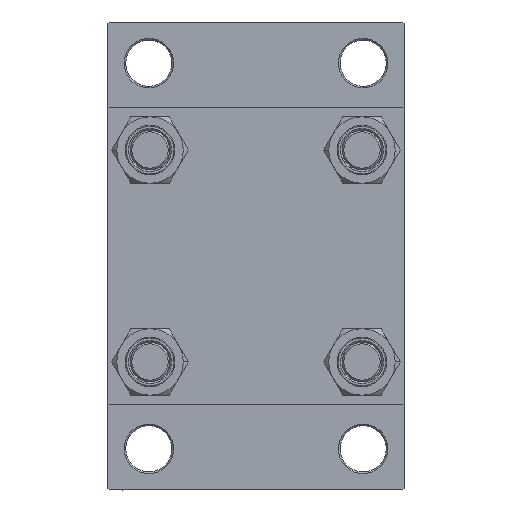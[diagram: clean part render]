
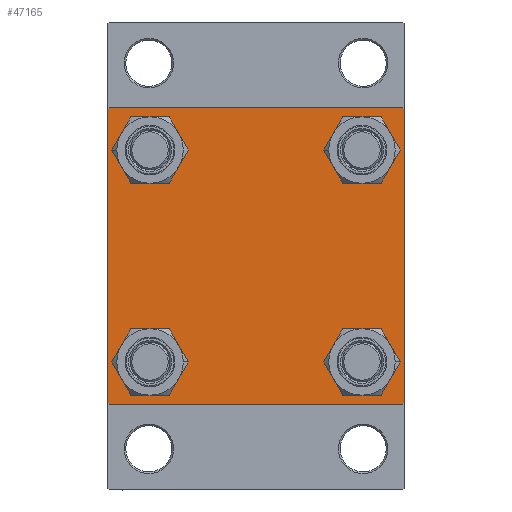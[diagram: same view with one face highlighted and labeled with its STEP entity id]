
A CAD part, left-side view. The second image highlights one B-rep face of the part: STEP entity #47165.
In plain terms, the highlighted planar face has unit normal (-1, 0, 0).
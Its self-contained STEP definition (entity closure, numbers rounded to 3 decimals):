
#521 = CARTESIAN_POINT ( 'NONE',  ( 0., 45., -44.5 ) ) ;
#1079 = VERTEX_POINT ( 'NONE', #13294 ) ;
#1268 = EDGE_CURVE ( 'NONE', #4257, #14189, #41131, .T. ) ;
#1400 = AXIS2_PLACEMENT_3D ( 'NONE', #13565, #10209, #28211 ) ;
#1479 = ORIENTED_EDGE ( 'NONE', *, *, #18968, .T. ) ;
#3023 = FACE_BOUND ( 'NONE', #26393, .T. ) ;
#3259 = EDGE_CURVE ( 'NONE', #14189, #4257, #5952, .T. ) ;
#3907 = ORIENTED_EDGE ( 'NONE', *, *, #43971, .T. ) ;
#4257 = VERTEX_POINT ( 'NONE', #31953 ) ;
#4696 = AXIS2_PLACEMENT_3D ( 'NONE', #35144, #16919, #28440 ) ;
#4751 = LINE ( 'NONE', #34459, #33228 ) ;
#4770 = VECTOR ( 'NONE', #44843, 1000. ) ;
#5028 = CARTESIAN_POINT ( 'NONE',  ( 0., 45., 45. ) ) ;
#5046 = DIRECTION ( 'NONE',  ( 0., 0., 1. ) ) ;
#5306 = ORIENTED_EDGE ( 'NONE', *, *, #17707, .T. ) ;
#5588 = ORIENTED_EDGE ( 'NONE', *, *, #24545, .T. ) ;
#5734 = CIRCLE ( 'NONE', #21829, 6.5 ) ;
#5952 = CIRCLE ( 'NONE', #21298, 6.5 ) ;
#6678 = ORIENTED_EDGE ( 'NONE', *, *, #29626, .T. ) ;
#8543 = CARTESIAN_POINT ( 'NONE',  ( 0., -44.5, 45. ) ) ;
#8633 = DIRECTION ( 'NONE',  ( 1., 0., 0. ) ) ;
#8804 = FACE_BOUND ( 'NONE', #40478, .T. ) ;
#9081 = LINE ( 'NONE', #5028, #25645 ) ;
#9403 = DIRECTION ( 'NONE',  ( 0., 0., 1. ) ) ;
#10209 = DIRECTION ( 'NONE',  ( -1., 0., 0. ) ) ;
#10232 = DIRECTION ( 'NONE',  ( 1., 0., 0. ) ) ;
#11296 = VERTEX_POINT ( 'NONE', #19815 ) ;
#11606 = VECTOR ( 'NONE', #28248, 1000. ) ;
#11994 = EDGE_LOOP ( 'NONE', ( #3907, #5306 ) ) ;
#13294 = CARTESIAN_POINT ( 'NONE',  ( 0., -44.5, -45. ) ) ;
#13565 = CARTESIAN_POINT ( 'NONE',  ( 0., 0., 0. ) ) ;
#13604 = LINE ( 'NONE', #13835, #11606 ) ;
#13807 = AXIS2_PLACEMENT_3D ( 'NONE', #44120, #43650, #22077 ) ;
#13835 = CARTESIAN_POINT ( 'NONE',  ( 0., 45., -45. ) ) ;
#14189 = VERTEX_POINT ( 'NONE', #41734 ) ;
#14325 = CARTESIAN_POINT ( 'NONE',  ( 0., 45., 44.5 ) ) ;
#14434 = ORIENTED_EDGE ( 'NONE', *, *, #20795, .T. ) ;
#14556 = VERTEX_POINT ( 'NONE', #40853 ) ;
#15697 = VECTOR ( 'NONE', #17005, 1000. ) ;
#15843 = CIRCLE ( 'NONE', #21970, 6.5 ) ;
#15863 = VERTEX_POINT ( 'NONE', #26735 ) ;
#16230 = DIRECTION ( 'NONE',  ( 0., -0.707, 0.707 ) ) ;
#16626 = VERTEX_POINT ( 'NONE', #18096 ) ;
#16919 = DIRECTION ( 'NONE',  ( 1., 0., 0. ) ) ;
#16991 = ORIENTED_EDGE ( 'NONE', *, *, #31537, .T. ) ;
#17005 = DIRECTION ( 'NONE',  ( 0., -0.707, -0.707 ) ) ;
#17184 = AXIS2_PLACEMENT_3D ( 'NONE', #41493, #8633, #5046 ) ;
#17237 = EDGE_CURVE ( 'NONE', #16626, #46331, #28367, .T. ) ;
#17638 = PLANE ( 'NONE',  #1400 ) ;
#17707 = EDGE_CURVE ( 'NONE', #27797, #30636, #23076, .T. ) ;
#18096 = CARTESIAN_POINT ( 'NONE',  ( 0., -32.15, 38.65 ) ) ;
#18944 = AXIS2_PLACEMENT_3D ( 'NONE', #30553, #42265, #9403 ) ;
#18968 = EDGE_CURVE ( 'NONE', #11296, #1079, #13604, .T. ) ;
#19163 = EDGE_LOOP ( 'NONE', ( #22750, #32123 ) ) ;
#19306 = ORIENTED_EDGE ( 'NONE', *, *, #1268, .T. ) ;
#19815 = CARTESIAN_POINT ( 'NONE',  ( 0., 44.5, -45. ) ) ;
#19919 = LINE ( 'NONE', #41974, #15697 ) ;
#20313 = EDGE_CURVE ( 'NONE', #14556, #46030, #36802, .T. ) ;
#20327 = DIRECTION ( 'NONE',  ( 1., 0., 0. ) ) ;
#20795 = EDGE_CURVE ( 'NONE', #21786, #46030, #44363, .T. ) ;
#21206 = AXIS2_PLACEMENT_3D ( 'NONE', #31595, #10232, #39481 ) ;
#21298 = AXIS2_PLACEMENT_3D ( 'NONE', #31710, #24031, #24270 ) ;
#21786 = VERTEX_POINT ( 'NONE', #25999 ) ;
#21829 = AXIS2_PLACEMENT_3D ( 'NONE', #27496, #43471, #46173 ) ;
#21933 = CARTESIAN_POINT ( 'NONE',  ( 0., -45., 45. ) ) ;
#21970 = AXIS2_PLACEMENT_3D ( 'NONE', #31367, #20327, #30665 ) ;
#22077 = DIRECTION ( 'NONE',  ( 0., 0., 1. ) ) ;
#22750 = ORIENTED_EDGE ( 'NONE', *, *, #30566, .T. ) ;
#23076 = CIRCLE ( 'NONE', #4696, 6.5 ) ;
#23442 = FACE_BOUND ( 'NONE', #19163, .T. ) ;
#23774 = ORIENTED_EDGE ( 'NONE', *, *, #17237, .T. ) ;
#23782 = EDGE_LOOP ( 'NONE', ( #32521, #16991, #1479, #5588, #37388, #14434, #43165, #6678 ) ) ;
#24031 = DIRECTION ( 'NONE',  ( 1., 0., 0. ) ) ;
#24270 = DIRECTION ( 'NONE',  ( 0., 0., 1. ) ) ;
#24545 = EDGE_CURVE ( 'NONE', #1079, #15863, #4751, .T. ) ;
#25535 = LINE ( 'NONE', #21933, #45548 ) ;
#25645 = VECTOR ( 'NONE', #42170, 1000. ) ;
#25999 = CARTESIAN_POINT ( 'NONE',  ( 0., -45., 44.5 ) ) ;
#26393 = EDGE_LOOP ( 'NONE', ( #19306, #43626 ) ) ;
#26735 = CARTESIAN_POINT ( 'NONE',  ( 0., -45., -44.5 ) ) ;
#27029 = EDGE_CURVE ( 'NONE', #21786, #15863, #25535, .T. ) ;
#27379 = LINE ( 'NONE', #42005, #42451 ) ;
#27496 = CARTESIAN_POINT ( 'NONE',  ( 0., -32.15, 32.15 ) ) ;
#27797 = VERTEX_POINT ( 'NONE', #33090 ) ;
#28211 = DIRECTION ( 'NONE',  ( 0., 0., 1. ) ) ;
#28248 = DIRECTION ( 'NONE',  ( 0., -1., 0. ) ) ;
#28307 = VERTEX_POINT ( 'NONE', #29557 ) ;
#28367 = CIRCLE ( 'NONE', #13807, 6.5 ) ;
#28440 = DIRECTION ( 'NONE',  ( 0., 0., 1. ) ) ;
#29501 = ORIENTED_EDGE ( 'NONE', *, *, #40128, .T. ) ;
#29557 = CARTESIAN_POINT ( 'NONE',  ( 0., -32.15, -25.65 ) ) ;
#29626 = EDGE_CURVE ( 'NONE', #14556, #39967, #27379, .T. ) ;
#30553 = CARTESIAN_POINT ( 'NONE',  ( 0., 32.15, 32.15 ) ) ;
#30566 = EDGE_CURVE ( 'NONE', #28307, #42809, #37874, .T. ) ;
#30636 = VERTEX_POINT ( 'NONE', #32593 ) ;
#30665 = DIRECTION ( 'NONE',  ( 0., 0., 1. ) ) ;
#30799 = DIRECTION ( 'NONE',  ( 0., -1., 0. ) ) ;
#31333 = CARTESIAN_POINT ( 'NONE',  ( 0., -32.15, 25.65 ) ) ;
#31367 = CARTESIAN_POINT ( 'NONE',  ( 0., -32.15, -32.15 ) ) ;
#31453 = DIRECTION ( 'NONE',  ( 0., 0.707, -0.707 ) ) ;
#31537 = EDGE_CURVE ( 'NONE', #32293, #11296, #19919, .T. ) ;
#31595 = CARTESIAN_POINT ( 'NONE',  ( 0., 32.15, -32.15 ) ) ;
#31710 = CARTESIAN_POINT ( 'NONE',  ( 0., 32.15, 32.15 ) ) ;
#31953 = CARTESIAN_POINT ( 'NONE',  ( 0., 32.15, 38.65 ) ) ;
#32026 = DIRECTION ( 'NONE',  ( 0., 0., -1. ) ) ;
#32123 = ORIENTED_EDGE ( 'NONE', *, *, #44744, .T. ) ;
#32293 = VERTEX_POINT ( 'NONE', #521 ) ;
#32521 = ORIENTED_EDGE ( 'NONE', *, *, #35310, .T. ) ;
#32593 = CARTESIAN_POINT ( 'NONE',  ( 0., 32.15, -25.65 ) ) ;
#33090 = CARTESIAN_POINT ( 'NONE',  ( 0., 32.15, -38.65 ) ) ;
#33204 = CARTESIAN_POINT ( 'NONE',  ( 0., 45., 45. ) ) ;
#33228 = VECTOR ( 'NONE', #16230, 1000. ) ;
#34274 = CARTESIAN_POINT ( 'NONE',  ( 0., -44.75, 44.75 ) ) ;
#34457 = FACE_BOUND ( 'NONE', #11994, .T. ) ;
#34459 = CARTESIAN_POINT ( 'NONE',  ( 0., -44.75, -44.75 ) ) ;
#35144 = CARTESIAN_POINT ( 'NONE',  ( 0., 32.15, -32.15 ) ) ;
#35310 = EDGE_CURVE ( 'NONE', #39967, #32293, #9081, .T. ) ;
#36802 = LINE ( 'NONE', #33204, #40740 ) ;
#37388 = ORIENTED_EDGE ( 'NONE', *, *, #27029, .F. ) ;
#37874 = CIRCLE ( 'NONE', #17184, 6.5 ) ;
#39481 = DIRECTION ( 'NONE',  ( 0., 0., 1. ) ) ;
#39967 = VERTEX_POINT ( 'NONE', #14325 ) ;
#40126 = CARTESIAN_POINT ( 'NONE',  ( 0., -32.15, -38.65 ) ) ;
#40128 = EDGE_CURVE ( 'NONE', #46331, #16626, #5734, .T. ) ;
#40478 = EDGE_LOOP ( 'NONE', ( #23774, #29501 ) ) ;
#40740 = VECTOR ( 'NONE', #30799, 1000. ) ;
#40853 = CARTESIAN_POINT ( 'NONE',  ( 0., 44.5, 45. ) ) ;
#41131 = CIRCLE ( 'NONE', #18944, 6.5 ) ;
#41493 = CARTESIAN_POINT ( 'NONE',  ( 0., -32.15, -32.15 ) ) ;
#41734 = CARTESIAN_POINT ( 'NONE',  ( 0., 32.15, 25.65 ) ) ;
#41974 = CARTESIAN_POINT ( 'NONE',  ( 0., 44.75, -44.75 ) ) ;
#42005 = CARTESIAN_POINT ( 'NONE',  ( 0., 44.75, 44.75 ) ) ;
#42170 = DIRECTION ( 'NONE',  ( 0., 0., -1. ) ) ;
#42265 = DIRECTION ( 'NONE',  ( 1., 0., 0. ) ) ;
#42451 = VECTOR ( 'NONE', #31453, 1000. ) ;
#42809 = VERTEX_POINT ( 'NONE', #40126 ) ;
#43165 = ORIENTED_EDGE ( 'NONE', *, *, #20313, .F. ) ;
#43471 = DIRECTION ( 'NONE',  ( 1., 0., 0. ) ) ;
#43626 = ORIENTED_EDGE ( 'NONE', *, *, #3259, .T. ) ;
#43650 = DIRECTION ( 'NONE',  ( 1., 0., 0. ) ) ;
#43971 = EDGE_CURVE ( 'NONE', #30636, #27797, #44171, .T. ) ;
#44120 = CARTESIAN_POINT ( 'NONE',  ( 0., -32.15, 32.15 ) ) ;
#44171 = CIRCLE ( 'NONE', #21206, 6.5 ) ;
#44363 = LINE ( 'NONE', #34274, #4770 ) ;
#44744 = EDGE_CURVE ( 'NONE', #42809, #28307, #15843, .T. ) ;
#44843 = DIRECTION ( 'NONE',  ( 0., 0.707, 0.707 ) ) ;
#45548 = VECTOR ( 'NONE', #32026, 1000. ) ;
#45949 = FACE_OUTER_BOUND ( 'NONE', #23782, .T. ) ;
#46030 = VERTEX_POINT ( 'NONE', #8543 ) ;
#46173 = DIRECTION ( 'NONE',  ( 0., 0., 1. ) ) ;
#46331 = VERTEX_POINT ( 'NONE', #31333 ) ;
#47165 = ADVANCED_FACE ( 'NONE', ( #8804, #23442, #34457, #3023, #45949 ), #17638, .T. ) ;
